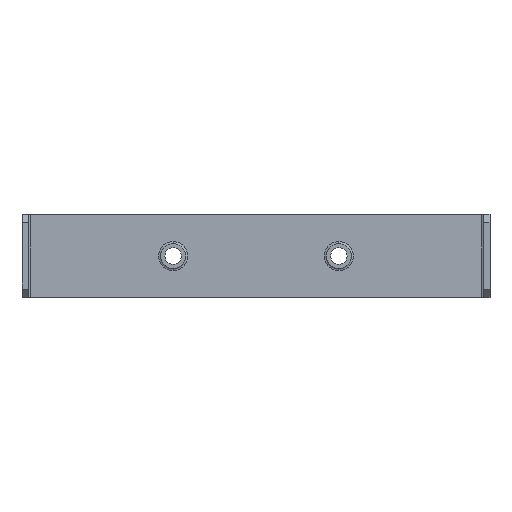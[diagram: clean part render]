
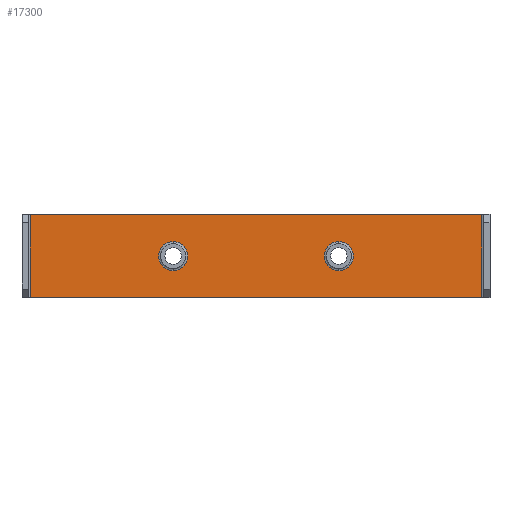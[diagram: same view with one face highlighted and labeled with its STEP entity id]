
A CAD part, top view. The second image highlights one B-rep face of the part: STEP entity #17300.
In plain terms, the highlighted planar face has unit normal (0, 0, 1).
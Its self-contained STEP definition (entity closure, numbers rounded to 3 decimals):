
#5770=CARTESIAN_POINT('',(30.,8.4,-13.2));
#5780=VERTEX_POINT('',#5770);
#5810=CARTESIAN_POINT('',(30.,22.324,-13.2));
#5820=DIRECTION('',(0.,-1.,0.));
#5830=VECTOR('',#5820,1.);
#5840=LINE('',#5810,#5830);
#5850=CARTESIAN_POINT('',(30.,28.4,-13.2));
#5860=VERTEX_POINT('',#5850);
#5870=EDGE_CURVE('',#5860,#5780,#5840,.T.);
#13790=CARTESIAN_POINT('',(-79.,28.4,-13.2));
#13800=VERTEX_POINT('',#13790);
#14330=CARTESIAN_POINT('',(-18.,28.4,-13.2));
#14340=DIRECTION('',(1.,0.,0.));
#14350=VECTOR('',#14340,1.);
#14360=LINE('',#14330,#14350);
#14370=EDGE_CURVE('',#13800,#5860,#14360,.T.);
#16690=CARTESIAN_POINT('',(-37.456,49.882,-13.2));
#16700=DIRECTION('',(0.,0.,-1.));
#16710=DIRECTION('',(1.,0.,0.));
#16720=AXIS2_PLACEMENT_3D('',#16690,#16700,#16710);
#16730=PLANE('',#16720);
#16740=CARTESIAN_POINT('',(-4.5,18.4,-13.2));
#16750=DIRECTION('',(0.,0.,-1.));
#16760=DIRECTION('',(0.,1.,0.));
#16770=AXIS2_PLACEMENT_3D('',#16740,#16750,#16760);
#16780=CIRCLE('',#16770,3.5);
#16790=CARTESIAN_POINT('',(-4.5,14.9,-13.2));
#16800=VERTEX_POINT('',#16790);
#16810=CARTESIAN_POINT('',(-4.5,21.9,-13.2));
#16820=VERTEX_POINT('',#16810);
#16830=EDGE_CURVE('',#16800,#16820,#16780,.T.);
#16840=ORIENTED_EDGE('',*,*,#16830,.T.);
#16850=CARTESIAN_POINT('',(-1.,18.4,-13.2));
#16860=VERTEX_POINT('',#16850);
#16870=EDGE_CURVE('',#16860,#16800,#16780,.T.);
#16880=ORIENTED_EDGE('',*,*,#16870,.T.);
#16890=EDGE_CURVE('',#16820,#16860,#16780,.T.);
#16900=ORIENTED_EDGE('',*,*,#16890,.T.);
#16910=EDGE_LOOP('',(#16900,#16880,#16840));
#16920=FACE_BOUND('',#16910,.T.);
#16930=CARTESIAN_POINT('',(-44.5,18.4,-13.2));
#16940=DIRECTION('',(0.,0.,-1.));
#16950=DIRECTION('',(0.,1.,0.));
#16960=AXIS2_PLACEMENT_3D('',#16930,#16940,#16950);
#16970=CIRCLE('',#16960,3.5);
#16980=CARTESIAN_POINT('',(-44.5,14.9,-13.2));
#16990=VERTEX_POINT('',#16980);
#17000=CARTESIAN_POINT('',(-44.5,21.9,-13.2));
#17010=VERTEX_POINT('',#17000);
#17020=EDGE_CURVE('',#16990,#17010,#16970,.T.);
#17030=ORIENTED_EDGE('',*,*,#17020,.T.);
#17040=CARTESIAN_POINT('',(-41.,18.4,-13.2));
#17050=VERTEX_POINT('',#17040);
#17060=EDGE_CURVE('',#17050,#16990,#16970,.T.);
#17070=ORIENTED_EDGE('',*,*,#17060,.T.);
#17080=EDGE_CURVE('',#17010,#17050,#16970,.T.);
#17090=ORIENTED_EDGE('',*,*,#17080,.T.);
#17100=EDGE_LOOP('',(#17090,#17070,#17030));
#17110=FACE_BOUND('',#17100,.T.);
#17120=CARTESIAN_POINT('',(-79.,22.324,-13.2));
#17130=DIRECTION('',(0.,-1.,0.));
#17140=VECTOR('',#17130,1.);
#17150=LINE('',#17120,#17140);
#17160=CARTESIAN_POINT('',(-79.,8.4,-13.2));
#17170=VERTEX_POINT('',#17160);
#17180=EDGE_CURVE('',#13800,#17170,#17150,.T.);
#17190=ORIENTED_EDGE('',*,*,#17180,.T.);
#17200=ORIENTED_EDGE('',*,*,#14370,.F.);
#17210=ORIENTED_EDGE('',*,*,#5870,.F.);
#17220=CARTESIAN_POINT('',(-18.,8.4,-13.2));
#17230=DIRECTION('',(-1.,0.,0.));
#17240=VECTOR('',#17230,1.);
#17250=LINE('',#17220,#17240);
#17260=EDGE_CURVE('',#5780,#17170,#17250,.T.);
#17270=ORIENTED_EDGE('',*,*,#17260,.F.);
#17280=EDGE_LOOP('',(#17270,#17210,#17200,#17190));
#17290=FACE_OUTER_BOUND('',#17280,.T.);
#17300=ADVANCED_FACE('',(#16920,#17110,#17290),#16730,.F.);
